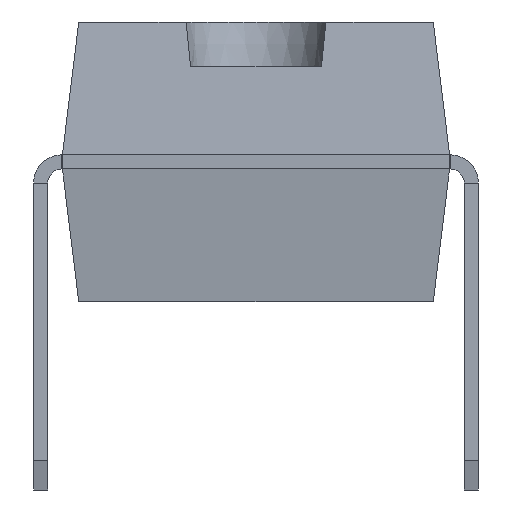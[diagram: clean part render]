
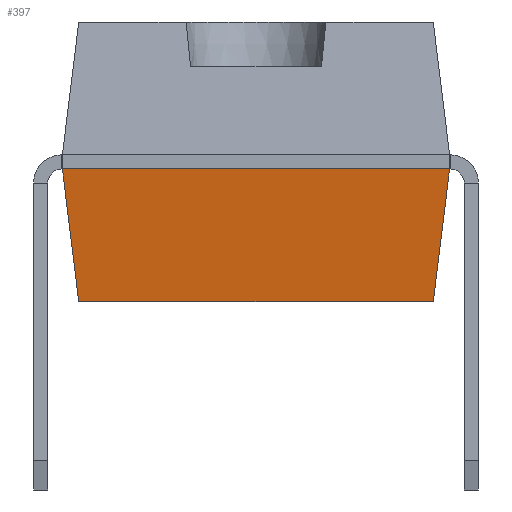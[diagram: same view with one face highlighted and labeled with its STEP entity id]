
A CAD part, left-side view. The second image highlights one B-rep face of the part: STEP entity #397.
In plain terms, the highlighted planar face has unit normal (-0.993, 0, -0.122).
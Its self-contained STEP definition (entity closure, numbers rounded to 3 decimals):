
#397=ADVANCED_FACE('',(#5405),#5407,.T.);
#5405=FACE_BOUND('',#5406,.T.);
#5406=EDGE_LOOP('',(#9100,#9101,#9102,#9103));
#5407=PLANE('',#5408);
#5408=AXIS2_PLACEMENT_3D('',#5409,#5410,#5411);
#5409=CARTESIAN_POINT('',(-0.916,6.946,0.38));
#5410=DIRECTION('',(-0.993,0.,-0.122));
#5411=DIRECTION('',(0.,-1.,0.));
#9100=ORIENTED_EDGE('',*,*,#11563,.F.);
#9101=ORIENTED_EDGE('',*,*,#11570,.F.);
#9102=ORIENTED_EDGE('',*,*,#11571,.T.);
#9103=ORIENTED_EDGE('',*,*,#11572,.T.);
#11563=EDGE_CURVE('',#12820,#12822,#12823,.T.);
#11570=EDGE_CURVE('',#12832,#12820,#12833,.T.);
#11571=EDGE_CURVE('',#12832,#12834,#12835,.T.);
#11572=EDGE_CURVE('',#12834,#12822,#12836,.T.);
#12820=VERTEX_POINT('',#14872);
#12822=VERTEX_POINT('',#14876);
#12823=LINE('',#14877,#14878);
#12832=VERTEX_POINT('',#14900);
#12833=LINE('',#14901,#14902);
#12834=VERTEX_POINT('',#14904);
#12835=LINE('',#14905,#14906);
#12836=LINE('',#14908,#14909);
#14872=CARTESIAN_POINT('',(-1.205,7.235,2.73));
#14876=CARTESIAN_POINT('',(-1.205,0.385,2.73));
#14877=CARTESIAN_POINT('',(-1.205,7.235,2.73));
#14878=VECTOR('',#14879,1.);
#14879=DIRECTION('',(0.,-1.,0.));
#14900=CARTESIAN_POINT('',(-0.916,6.946,0.38));
#14901=CARTESIAN_POINT('',(-0.916,6.946,0.38));
#14902=VECTOR('',#14903,1.);
#14903=DIRECTION('',(-0.121,0.121,0.985));
#14904=CARTESIAN_POINT('',(-0.916,0.674,0.38));
#14905=CARTESIAN_POINT('',(-0.916,6.946,0.38));
#14906=VECTOR('',#14907,1.);
#14907=DIRECTION('',(0.,-1.,0.));
#14908=CARTESIAN_POINT('',(-0.916,0.674,0.38));
#14909=VECTOR('',#14910,1.);
#14910=DIRECTION('',(-0.121,-0.121,0.985));
